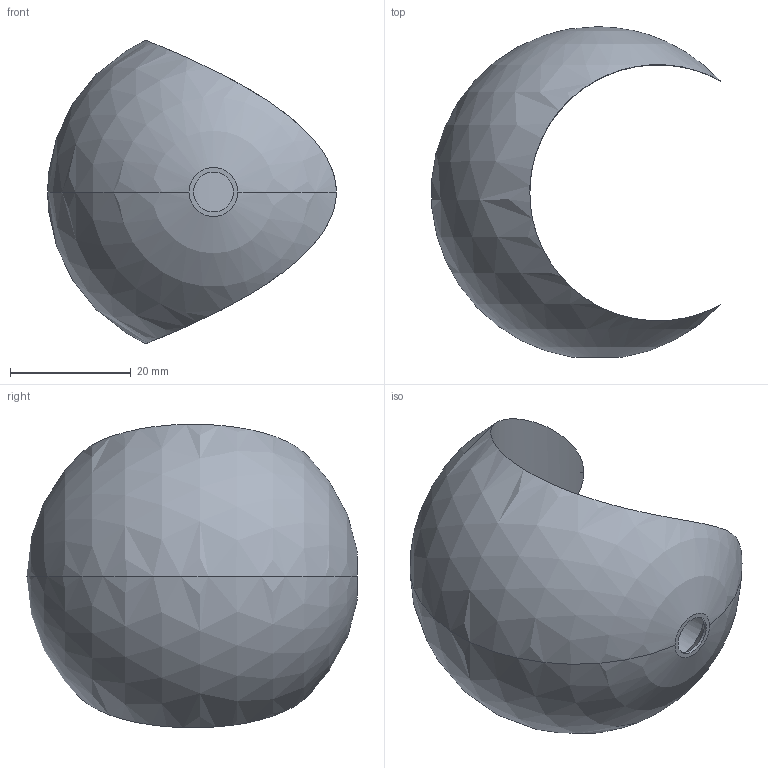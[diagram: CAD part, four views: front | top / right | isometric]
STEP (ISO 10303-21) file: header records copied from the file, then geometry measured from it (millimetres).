
FILE_DESCRIPTION((''),'2;1');
FILE_NAME('2819_COSCH_EDELSTAHLTECHNIK','2021-09-28T22:02:50',('Gogel'),('CAD_Service Gogel'),'CREO PARAMETRIC BY PTC INC, 2018420','CREO PARAMETRIC BY PTC INC, 2018420','');
FILE_SCHEMA(('AUTOMOTIVE_DESIGN { 1 0 10303 214 1 1 1 1 }'));
Length unit declared in the file: millimetre
Products named in the file (1): 2819_COSCH_EDELSTAHLTECHNIK
Bounding box: 47.77 x 54.7 x 50.21 mm (x, y, z)
Volume: 31501.9 mm3; surface area: 8853.9 mm2
Topology: 1 solids, 1 shells, 12 faces, 30 edges, 17 vertices
Faces by surface type: cylinder 7, sphere 2, cone 2, plane 1
Entity records: 935 total; most frequent: CARTESIAN_POINT 302, DIRECTION 99, ORIENTED_EDGE 56, AXIS2_PLACEMENT_3D 40, COLOUR_RGB 39, EDGE_CURVE 28, PROPERTY_DEFINITION 28, REPRESENTATION 27
